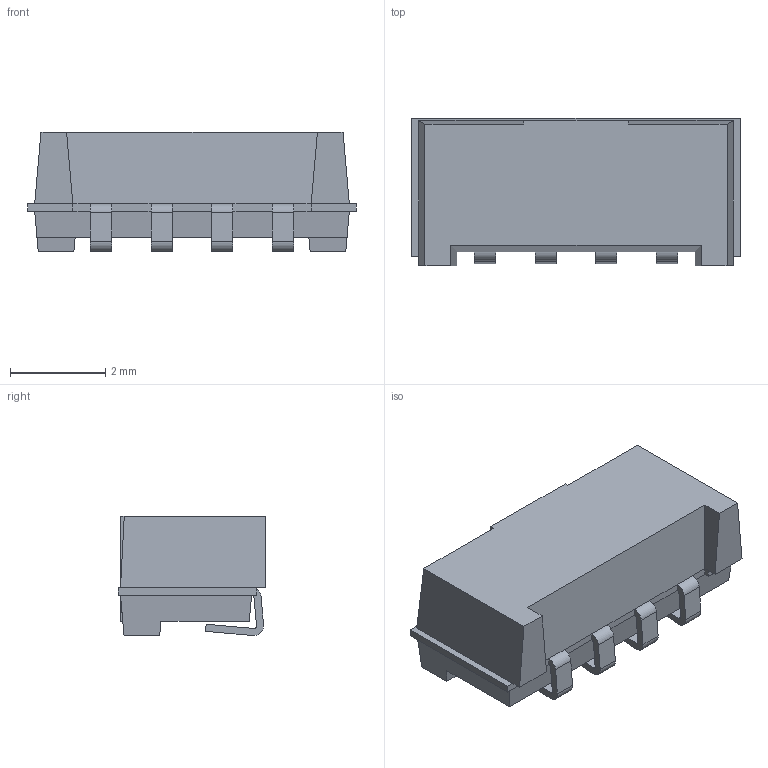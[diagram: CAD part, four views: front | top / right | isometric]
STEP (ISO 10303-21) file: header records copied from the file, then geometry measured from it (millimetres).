
FILE_DESCRIPTION(/* description */ (''),/* implementation_level */ '2;1');
FILE_NAME(/* name */ 'HeimdallW.stp',/* time_stamp */ '2017-04-12T10:37:50+02:00',/* author */ ('mmangarudov'),/* organization */ (''),/* preprocessor_version */ 'ST-DEVELOPER v16.1',/* originating_system */ 'Autodesk Inventor 2016',/* authorisation */ '');
FILE_SCHEMA (('AUTOMOTIVE_DESIGN { 1 0 10303 214 3 1 1 }'));
Length unit declared in the file: millimetre
Products named in the file (1): HeimdallW
Bounding box: 6.9 x 3.1 x 2.5 mm (x, y, z)
Volume: 40.1 mm3; surface area: 91.3 mm2
Topology: 1 solids, 1 shells, 88 faces, 230 edges, 144 vertices
Faces by surface type: plane 72, cylinder 16
Entity records: 2777 total; most frequent: CARTESIAN_POINT 463, ORIENTED_EDGE 460, DIRECTION 440, EDGE_CURVE 230, LINE 198, VECTOR 198, VERTEX_POINT 144, AXIS2_PLACEMENT_3D 121
